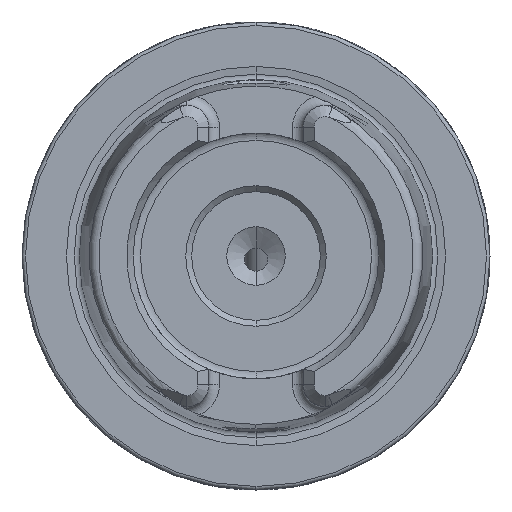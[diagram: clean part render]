
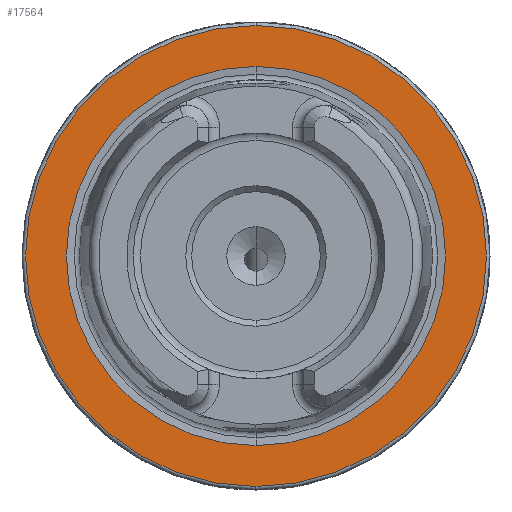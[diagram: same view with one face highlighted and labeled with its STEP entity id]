
A CAD part, left-side view. The second image highlights one B-rep face of the part: STEP entity #17564.
In plain terms, the highlighted planar face has unit normal (-1, 0, 0).
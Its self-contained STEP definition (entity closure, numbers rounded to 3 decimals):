
#275 = CARTESIAN_POINT ( 'NONE',  ( 0., 0., 0. ) ) ;
#935 = DIRECTION ( 'NONE',  ( 0., 0., 1. ) ) ;
#2903 = AXIS2_PLACEMENT_3D ( 'NONE', #6312, #8680, #35638 ) ;
#3342 = EDGE_CURVE ( 'NONE', #16723, #12078, #32134, .T. ) ;
#3416 = ORIENTED_EDGE ( 'NONE', *, *, #3342, .F. ) ;
#6312 = CARTESIAN_POINT ( 'NONE',  ( 0., 0., 0. ) ) ;
#6355 = DIRECTION ( 'NONE',  ( 0., 0., 1. ) ) ;
#7361 = CARTESIAN_POINT ( 'NONE',  ( 0., 0., 0. ) ) ;
#7870 = ORIENTED_EDGE ( 'NONE', *, *, #22842, .T. ) ;
#8680 = DIRECTION ( 'NONE',  ( -1., 0., 0. ) ) ;
#8901 = AXIS2_PLACEMENT_3D ( 'NONE', #31585, #13258, #25265 ) ;
#9848 = CIRCLE ( 'NONE', #2903, 19.7 ) ;
#10582 = CARTESIAN_POINT ( 'NONE',  ( 0., 0., 0. ) ) ;
#12078 = VERTEX_POINT ( 'NONE', #38430 ) ;
#12140 = CARTESIAN_POINT ( 'NONE',  ( 0., 0., -19.7 ) ) ;
#13258 = DIRECTION ( 'NONE',  ( 1., 0., 0. ) ) ;
#15136 = AXIS2_PLACEMENT_3D ( 'NONE', #7361, #25461, #28803 ) ;
#16205 = FACE_OUTER_BOUND ( 'NONE', #23124, .T. ) ;
#16600 = PLANE ( 'NONE',  #8901 ) ;
#16723 = VERTEX_POINT ( 'NONE', #21391 ) ;
#16832 = EDGE_CURVE ( 'NONE', #12078, #16723, #37781, .T. ) ;
#17564 = ADVANCED_FACE ( 'NONE', ( #34136, #16205 ), #16600, .F. ) ;
#17970 = CARTESIAN_POINT ( 'NONE',  ( 0., 0., 19.7 ) ) ;
#21391 = CARTESIAN_POINT ( 'NONE',  ( 0., 0., -16.207 ) ) ;
#21840 = ORIENTED_EDGE ( 'NONE', *, *, #30887, .T. ) ;
#22842 = EDGE_CURVE ( 'NONE', #27536, #31519, #26576, .T. ) ;
#23124 = EDGE_LOOP ( 'NONE', ( #21840, #7870 ) ) ;
#25265 = DIRECTION ( 'NONE',  ( 0., 0., -1. ) ) ;
#25461 = DIRECTION ( 'NONE',  ( -1., 0., 0. ) ) ;
#26576 = CIRCLE ( 'NONE', #34781, 19.7 ) ;
#27536 = VERTEX_POINT ( 'NONE', #12140 ) ;
#27912 = EDGE_LOOP ( 'NONE', ( #27990, #3416 ) ) ;
#27990 = ORIENTED_EDGE ( 'NONE', *, *, #16832, .F. ) ;
#28803 = DIRECTION ( 'NONE',  ( 0., 0., 1. ) ) ;
#30887 = EDGE_CURVE ( 'NONE', #31519, #27536, #9848, .T. ) ;
#31519 = VERTEX_POINT ( 'NONE', #17970 ) ;
#31585 = CARTESIAN_POINT ( 'NONE',  ( 0., 19.7, 0. ) ) ;
#32134 = CIRCLE ( 'NONE', #15136, 16.207 ) ;
#33332 = DIRECTION ( 'NONE',  ( -1., 0., 0. ) ) ;
#34136 = FACE_BOUND ( 'NONE', #27912, .T. ) ;
#34781 = AXIS2_PLACEMENT_3D ( 'NONE', #275, #33332, #6355 ) ;
#35638 = DIRECTION ( 'NONE',  ( 0., 0., 1. ) ) ;
#36929 = DIRECTION ( 'NONE',  ( -1., 0., 0. ) ) ;
#37781 = CIRCLE ( 'NONE', #38405, 16.207 ) ;
#38405 = AXIS2_PLACEMENT_3D ( 'NONE', #10582, #36929, #935 ) ;
#38430 = CARTESIAN_POINT ( 'NONE',  ( 0., 0., 16.207 ) ) ;
